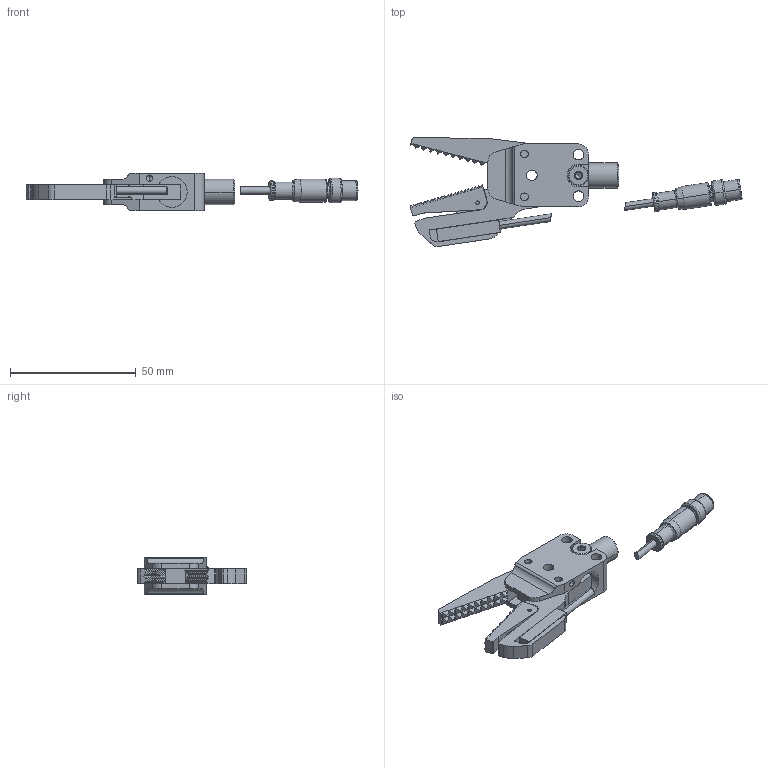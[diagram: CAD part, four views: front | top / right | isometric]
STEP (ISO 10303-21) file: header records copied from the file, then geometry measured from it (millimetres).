
FILE_DESCRIPTION (( 'STEP AP214' ), '1' );
FILE_NAME ('CA.GZA.10.12.SN.STEP', '2018-01-25T15:35:54', ( '' ), ( '' ), 'SwSTEP 2.0', 'SolidWorks 2017', '' );
FILE_SCHEMA (( 'AUTOMOTIVE_DESIGN' ));
Length unit declared in the file: millimetre
Products named in the file (8): CA.08.14.013; GZA.10.12.1.L_1; GZA.10.12.3.S.; GZA.10.12.3.S1.; DIM.D10620; GZA.10.12.3; MMD.IL5AP3AVF80; CA.GZA.10.12.SN
Assembly tree (7 placements, depth 2):
  CA.GZA.10.12.SN
    MMD.IL5AP3AVF80
    GZA.10.12.3
    DIM.D10620
    GZA.10.12.3.S1.
    GZA.10.12.3.S.
    GZA.10.12.1.L_1
    CA.08.14.013
Bounding box: 132.04 x 43.44 x 15 mm (x, y, z)
Volume: 18103 mm3; surface area: 13407.7 mm2
Topology: 11 solids, 11 shells, 606 faces, 1344 edges, 758 vertices
Faces by surface type: plane 419, cylinder 122, bspline 35, cone 30
Entity records: 18970 total; most frequent: CARTESIAN_POINT 5369, DIRECTION 2690, ORIENTED_EDGE 2652, EDGE_CURVE 1326, LINE 958, VECTOR 958, AXIS2_PLACEMENT_3D 866, VERTEX_POINT 757
